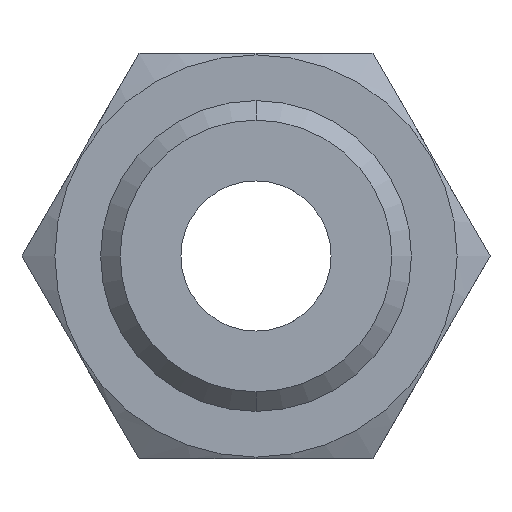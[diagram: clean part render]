
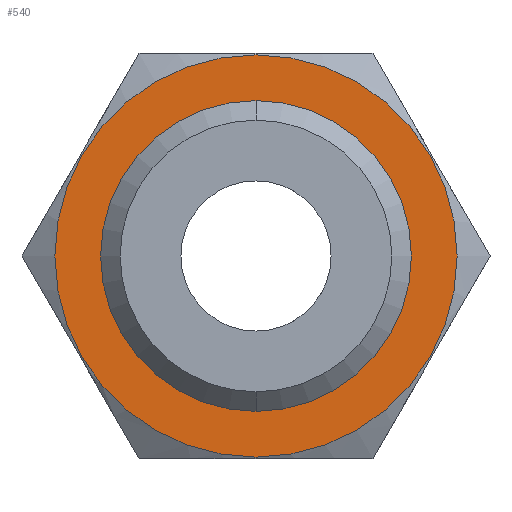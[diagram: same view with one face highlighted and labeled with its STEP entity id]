
A CAD part, front view. The second image highlights one B-rep face of the part: STEP entity #540.
In plain terms, the highlighted planar face has unit normal (0, -1, 0).
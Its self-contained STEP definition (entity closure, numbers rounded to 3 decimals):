
#21 = CIRCLE ( 'NONE', #53, 10.35 ) ;
#39 = AXIS2_PLACEMENT_3D ( 'NONE', #854, #855, #856 ) ;
#52 = CIRCLE ( 'NONE', #39, 13.4 ) ;
#53 = AXIS2_PLACEMENT_3D ( 'NONE', #861, #862, #863 ) ;
#79 = AXIS2_PLACEMENT_3D ( 'NONE', #677, #678, #679 ) ;
#80 = AXIS2_PLACEMENT_3D ( 'NONE', #674, #675, #676 ) ;
#85 = CIRCLE ( 'NONE', #79, 13.4 ) ;
#94 = CIRCLE ( 'NONE', #80, 10.35 ) ;
#130 = AXIS2_PLACEMENT_3D ( 'NONE', #956, #957, #958 ) ;
#227 = VERTEX_POINT ( 'NONE', #1509 ) ;
#264 = EDGE_LOOP ( 'NONE', ( #435, #434 ) ) ;
#299 = EDGE_LOOP ( 'NONE', ( #432, #433 ) ) ;
#432 = ORIENTED_EDGE ( 'NONE', *, *, #580, .T. ) ;
#433 = ORIENTED_EDGE ( 'NONE', *, *, #605, .T. ) ;
#434 = ORIENTED_EDGE ( 'NONE', *, *, #604, .F. ) ;
#435 = ORIENTED_EDGE ( 'NONE', *, *, #583, .F. ) ;
#540 = ADVANCED_FACE ( 'NONE', ( #1356, #1357 ), #955, .T. ) ;
#580 = EDGE_CURVE ( 'NONE', #227, #1543, #52, .T. ) ;
#583 = EDGE_CURVE ( 'NONE', #1477, #1537, #21, .T. ) ;
#604 = EDGE_CURVE ( 'NONE', #1537, #1477, #94, .T. ) ;
#605 = EDGE_CURVE ( 'NONE', #1543, #227, #85, .T. ) ;
#674 = CARTESIAN_POINT ( 'NONE',  ( 0., 12., 0. ) ) ;
#675 = DIRECTION ( 'NONE',  ( 0., -1., 0. ) ) ;
#676 = DIRECTION ( 'NONE',  ( 0., 0., -1. ) ) ;
#677 = CARTESIAN_POINT ( 'NONE',  ( 0., 12., 0. ) ) ;
#678 = DIRECTION ( 'NONE',  ( 0., -1., 0. ) ) ;
#679 = DIRECTION ( 'NONE',  ( 0., 0., -1. ) ) ;
#854 = CARTESIAN_POINT ( 'NONE',  ( 0., 12., 0. ) ) ;
#855 = DIRECTION ( 'NONE',  ( 0., -1., 0. ) ) ;
#856 = DIRECTION ( 'NONE',  ( 0., 0., -1. ) ) ;
#861 = CARTESIAN_POINT ( 'NONE',  ( 0., 12., 0. ) ) ;
#862 = DIRECTION ( 'NONE',  ( 0., -1., 0. ) ) ;
#863 = DIRECTION ( 'NONE',  ( 0., 0., -1. ) ) ;
#955 = PLANE ( 'NONE',  #130 ) ;
#956 = CARTESIAN_POINT ( 'NONE',  ( 13.4, 12., 0. ) ) ;
#957 = DIRECTION ( 'NONE',  ( 0., -1., 0. ) ) ;
#958 = DIRECTION ( 'NONE',  ( 0., 0., -1. ) ) ;
#1079 = CARTESIAN_POINT ( 'NONE',  ( 0., 12., 10.35 ) ) ;
#1084 = CARTESIAN_POINT ( 'NONE',  ( 0., 12., 13.4 ) ) ;
#1304 = CARTESIAN_POINT ( 'NONE',  ( 0., 12., -10.35 ) ) ;
#1356 = FACE_OUTER_BOUND ( 'NONE', #299, .T. ) ;
#1357 = FACE_BOUND ( 'NONE', #264, .T. ) ;
#1477 = VERTEX_POINT ( 'NONE', #1304 ) ;
#1509 = CARTESIAN_POINT ( 'NONE',  ( 0., 12., -13.4 ) ) ;
#1537 = VERTEX_POINT ( 'NONE', #1079 ) ;
#1543 = VERTEX_POINT ( 'NONE', #1084 ) ;
